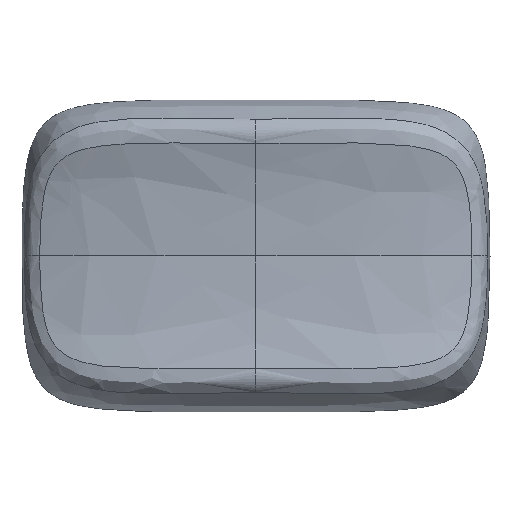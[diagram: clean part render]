
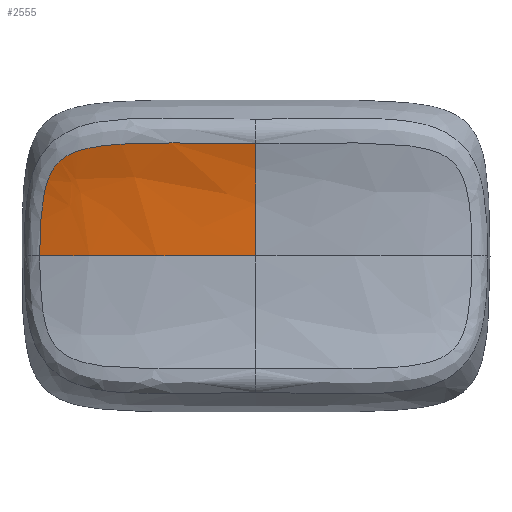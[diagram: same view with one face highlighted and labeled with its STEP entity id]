
A CAD part, top view. The second image highlights one B-rep face of the part: STEP entity #2555.
In plain terms, the highlighted free-form (B-spline) face has degree [3, 3] with [5, 6] control points.
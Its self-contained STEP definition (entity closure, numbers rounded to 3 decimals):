
#16=(
BOUNDED_CURVE()
B_SPLINE_CURVE(5,(#13405,#13406,#13407,#13408,#13409,#13410,#13411,#13412,
#13413,#13414),.UNSPECIFIED.,.F.,.F.)
B_SPLINE_CURVE_WITH_KNOTS((6,1,1,1,1,6),(0.176,0.2,0.4,0.6,
0.8,1.),.UNSPECIFIED.)
CURVE()
GEOMETRIC_REPRESENTATION_ITEM()
RATIONAL_B_SPLINE_CURVE((1.,1.,1.,1.,1.,1.,1.,1.,1.,1.))
REPRESENTATION_ITEM('')
);
#315=FACE_OUTER_BOUND('',#473,.T.);
#473=EDGE_LOOP('',(#2285,#2286,#2287));
#804=B_SPLINE_CURVE_WITH_KNOTS('',3,(#12756,#12757,#12758,#12759,#12760,
#12761,#12762,#12763,#12764,#12765,#12766,#12767,#12768,#12769,#12770,#12771,
#12772,#12773,#12774,#12775,#12776,#12777,#12778,#12779,#12780,#12781,#12782,
#12783,#12784,#12785,#12786,#12787,#12788,#12789,#12790,#12791,#12792,#12793,
#12794,#12795,#12796,#12797,#12798),.UNSPECIFIED.,.F.,.F.,(4,3,3,3,3,3,
3,3,3,3,3,3,3,3,4),(0.,0.251,0.377,0.44,
0.503,0.629,0.676,0.754,
0.817,0.88,1.006,1.257,1.268,
1.368,1.738),.UNSPECIFIED.);
#824=B_SPLINE_CURVE_WITH_KNOTS('',3,(#14348,#14349,#14350,#14351,#14352,
#14353),.UNSPECIFIED.,.F.,.F.,(4,1,1,4),(0.,0.348,0.58,
0.812),.UNSPECIFIED.);
#1061=VERTEX_POINT('',#12497);
#1067=VERTEX_POINT('',#12754);
#1079=VERTEX_POINT('',#13358);
#1461=EDGE_CURVE('',#1067,#1061,#804,.T.);
#1479=EDGE_CURVE('',#1061,#1079,#16,.T.);
#1484=EDGE_CURVE('',#1079,#1067,#824,.T.);
#2285=ORIENTED_EDGE('',*,*,#1461,.F.);
#2286=ORIENTED_EDGE('',*,*,#1484,.F.);
#2287=ORIENTED_EDGE('',*,*,#1479,.F.);
#2402=B_SPLINE_SURFACE_WITH_KNOTS('',3,3,((#14318,#14319,#14320,#14321,
#14322,#14323),(#14324,#14325,#14326,#14327,#14328,#14329),(#14330,#14331,
#14332,#14333,#14334,#14335),(#14336,#14337,#14338,#14339,#14340,#14341),
(#14342,#14343,#14344,#14345,#14346,#14347)),.UNSPECIFIED.,.F.,.F.,.F.,
(4,1,4),(4,1,1,4),(0.169,0.525,1.),(0.,0.348,
0.58,0.812),.UNSPECIFIED.);
#2555=ADVANCED_FACE('',(#315),#2402,.F.);
#12497=CARTESIAN_POINT('',(0.,6.484,5.536));
#12754=CARTESIAN_POINT('',(-12.455,0.,3.683));
#12756=CARTESIAN_POINT('Ctrl Pts',(-12.455,0.,
3.683));
#12757=CARTESIAN_POINT('Ctrl Pts',(-12.455,0.821,
3.683));
#12758=CARTESIAN_POINT('Ctrl Pts',(-12.433,1.637,3.706));
#12759=CARTESIAN_POINT('Ctrl Pts',(-12.361,2.437,3.776));
#12760=CARTESIAN_POINT('Ctrl Pts',(-12.324,2.837,3.812));
#12761=CARTESIAN_POINT('Ctrl Pts',(-12.275,3.233,3.859));
#12762=CARTESIAN_POINT('Ctrl Pts',(-12.196,3.617,3.923));
#12763=CARTESIAN_POINT('Ctrl Pts',(-12.156,3.809,3.955));
#12764=CARTESIAN_POINT('Ctrl Pts',(-12.109,3.998,3.992));
#12765=CARTESIAN_POINT('Ctrl Pts',(-12.051,4.184,4.033));
#12766=CARTESIAN_POINT('Ctrl Pts',(-11.994,4.369,4.074));
#12767=CARTESIAN_POINT('Ctrl Pts',(-11.925,4.551,4.12));
#12768=CARTESIAN_POINT('Ctrl Pts',(-11.839,4.724,4.172));
#12769=CARTESIAN_POINT('Ctrl Pts',(-11.667,5.072,4.275));
#12770=CARTESIAN_POINT('Ctrl Pts',(-11.425,5.388,4.4));
#12771=CARTESIAN_POINT('Ctrl Pts',(-11.099,5.627,4.523));
#12772=CARTESIAN_POINT('Ctrl Pts',(-10.976,5.716,4.569));
#12773=CARTESIAN_POINT('Ctrl Pts',(-10.842,5.795,4.615));
#12774=CARTESIAN_POINT('Ctrl Pts',(-10.703,5.863,4.659));
#12775=CARTESIAN_POINT('Ctrl Pts',(-10.471,5.977,4.731));
#12776=CARTESIAN_POINT('Ctrl Pts',(-10.223,6.063,4.797));
#12777=CARTESIAN_POINT('Ctrl Pts',(-9.969,6.132,4.857));
#12778=CARTESIAN_POINT('Ctrl Pts',(-9.765,6.187,4.905));
#12779=CARTESIAN_POINT('Ctrl Pts',(-9.557,6.231,4.948));
#12780=CARTESIAN_POINT('Ctrl Pts',(-9.346,6.268,4.988));
#12781=CARTESIAN_POINT('Ctrl Pts',(-9.135,6.305,5.028));
#12782=CARTESIAN_POINT('Ctrl Pts',(-8.921,6.335,5.065));
#12783=CARTESIAN_POINT('Ctrl Pts',(-8.708,6.36,5.098));
#12784=CARTESIAN_POINT('Ctrl Pts',(-8.28,6.41,5.164));
#12785=CARTESIAN_POINT('Ctrl Pts',(-7.854,6.441,5.218));
#12786=CARTESIAN_POINT('Ctrl Pts',(-7.427,6.463,5.263));
#12787=CARTESIAN_POINT('Ctrl Pts',(-6.573,6.506,5.353));
#12788=CARTESIAN_POINT('Ctrl Pts',(-5.717,6.515,5.409));
#12789=CARTESIAN_POINT('Ctrl Pts',(-4.866,6.507,5.446));
#12790=CARTESIAN_POINT('Ctrl Pts',(-4.828,6.506,5.448));
#12791=CARTESIAN_POINT('Ctrl Pts',(-4.791,6.506,5.449));
#12792=CARTESIAN_POINT('Ctrl Pts',(-4.754,6.506,5.451));
#12793=CARTESIAN_POINT('Ctrl Pts',(-4.418,6.502,5.465));
#12794=CARTESIAN_POINT('Ctrl Pts',(-4.082,6.499,5.476));
#12795=CARTESIAN_POINT('Ctrl Pts',(-3.747,6.497,5.486));
#12796=CARTESIAN_POINT('Ctrl Pts',(-2.498,6.487,5.523));
#12797=CARTESIAN_POINT('Ctrl Pts',(-1.243,6.484,5.536));
#12798=CARTESIAN_POINT('Ctrl Pts',(0.,6.484,
5.536));
#13358=CARTESIAN_POINT('',(0.,0.,4.8));
#13405=CARTESIAN_POINT('Ctrl Pts',(0.,6.484,
5.536));
#13406=CARTESIAN_POINT('Ctrl Pts',(0.,6.462,
5.529));
#13407=CARTESIAN_POINT('Ctrl Pts',(0.,6.25,
5.465));
#13408=CARTESIAN_POINT('Ctrl Pts',(0.,5.83,
5.347));
#13409=CARTESIAN_POINT('Ctrl Pts',(0.,5.151,
5.184));
#13410=CARTESIAN_POINT('Ctrl Pts',(0.,4.1,
4.995));
#13411=CARTESIAN_POINT('Ctrl Pts',(0.,2.767,
4.864));
#13412=CARTESIAN_POINT('Ctrl Pts',(0.,1.503,4.812));
#13413=CARTESIAN_POINT('Ctrl Pts',(0.,0.524,
4.8));
#13414=CARTESIAN_POINT('Ctrl Pts',(0.,0.,
4.8));
#14318=CARTESIAN_POINT('Ctrl Pts',(0.,6.517,
5.547));
#14319=CARTESIAN_POINT('Ctrl Pts',(-2.944,6.517,5.547));
#14320=CARTESIAN_POINT('Ctrl Pts',(-6.705,6.517,5.406));
#14321=CARTESIAN_POINT('Ctrl Pts',(-10.29,6.517,4.961));
#14322=CARTESIAN_POINT('Ctrl Pts',(-11.912,6.517,4.608));
#14323=CARTESIAN_POINT('Ctrl Pts',(-12.654,6.517,4.403));
#14324=CARTESIAN_POINT('Ctrl Pts',(0.,5.964,
5.375));
#14325=CARTESIAN_POINT('Ctrl Pts',(-2.941,5.964,5.375));
#14326=CARTESIAN_POINT('Ctrl Pts',(-6.694,5.964,5.235));
#14327=CARTESIAN_POINT('Ctrl Pts',(-10.262,5.964,4.791));
#14328=CARTESIAN_POINT('Ctrl Pts',(-11.873,5.964,4.441));
#14329=CARTESIAN_POINT('Ctrl Pts',(-12.608,5.964,4.237));
#14330=CARTESIAN_POINT('Ctrl Pts',(0.,4.503,
5.005));
#14331=CARTESIAN_POINT('Ctrl Pts',(-2.934,4.503,5.005));
#14332=CARTESIAN_POINT('Ctrl Pts',(-6.67,4.503,4.864));
#14333=CARTESIAN_POINT('Ctrl Pts',(-10.203,4.503,4.425));
#14334=CARTESIAN_POINT('Ctrl Pts',(-11.789,4.503,4.079));
#14335=CARTESIAN_POINT('Ctrl Pts',(-12.509,4.503,3.88));
#14336=CARTESIAN_POINT('Ctrl Pts',(0.,2.072,
4.8));
#14337=CARTESIAN_POINT('Ctrl Pts',(-2.93,2.072,4.8));
#14338=CARTESIAN_POINT('Ctrl Pts',(-6.657,2.072,4.66));
#14339=CARTESIAN_POINT('Ctrl Pts',(-10.17,2.072,4.223));
#14340=CARTESIAN_POINT('Ctrl Pts',(-11.742,2.072,3.88));
#14341=CARTESIAN_POINT('Ctrl Pts',(-12.455,2.072,3.683));
#14342=CARTESIAN_POINT('Ctrl Pts',(0.,0.,
4.8));
#14343=CARTESIAN_POINT('Ctrl Pts',(-2.931,0.,
4.8));
#14344=CARTESIAN_POINT('Ctrl Pts',(-6.657,0.,
4.66));
#14345=CARTESIAN_POINT('Ctrl Pts',(-10.17,0.,
4.223));
#14346=CARTESIAN_POINT('Ctrl Pts',(-11.742,0.,
3.88));
#14347=CARTESIAN_POINT('Ctrl Pts',(-12.455,0.,
3.683));
#14348=CARTESIAN_POINT('Ctrl Pts',(0.,0.,
4.8));
#14349=CARTESIAN_POINT('Ctrl Pts',(-2.931,0.,
4.8));
#14350=CARTESIAN_POINT('Ctrl Pts',(-6.657,0.,
4.66));
#14351=CARTESIAN_POINT('Ctrl Pts',(-10.17,0.,
4.223));
#14352=CARTESIAN_POINT('Ctrl Pts',(-11.742,0.,
3.88));
#14353=CARTESIAN_POINT('Ctrl Pts',(-12.455,0.,
3.683));
